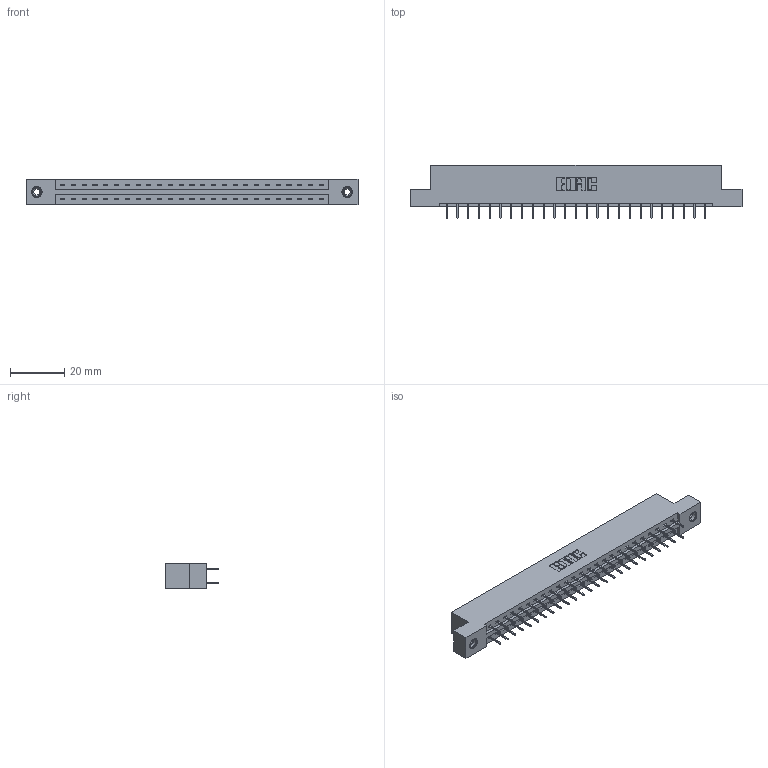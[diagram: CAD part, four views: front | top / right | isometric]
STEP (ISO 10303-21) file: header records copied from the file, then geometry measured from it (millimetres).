
FILE_DESCRIPTION (( 'STEP AP203' ), '1' );
FILE_NAME ('387-050-524-208.STEP', '2019-10-19T01:41:47', ( '' ), ( '' ), 'SwSTEP 2.0', 'SolidWorks 2016', '' );
FILE_SCHEMA (( 'CONFIG_CONTROL_DESIGN' ));
Length unit declared in the file: inch
Products named in the file (4): 337 Part_Flush Mounting Lugs - 0.156 Dia-TI; 387-050-524-208; 345-292-001_345-293-124; 345-250-001_345-250-003-102
Assembly tree (53 placements, depth 2):
  387-050-524-208
    337 Part_Flush Mounting Lugs - 0.156 Dia-TI
    345-292-001_345-293-124  x50
    345-250-001_345-250-003-102  x2
Bounding box: 122.07 x 19.69 x 9.4 mm (x, y, z)
Volume: 12556.5 mm3; surface area: 13819.6 mm2
Topology: 53 solids, 53 shells, 3074 faces, 8697 edges, 5590 vertices
Faces by surface type: plane 2302, cylinder 756, cone 12, torus 4
Entity records: 22842 total; most frequent: CARTESIAN_POINT 3841, ORIENTED_EDGE 3770, DIRECTION 3331, EDGE_CURVE 1885, VECTOR 1741, LINE 1741, VERTEX_POINT 1248, AXIS2_PLACEMENT_3D 795
